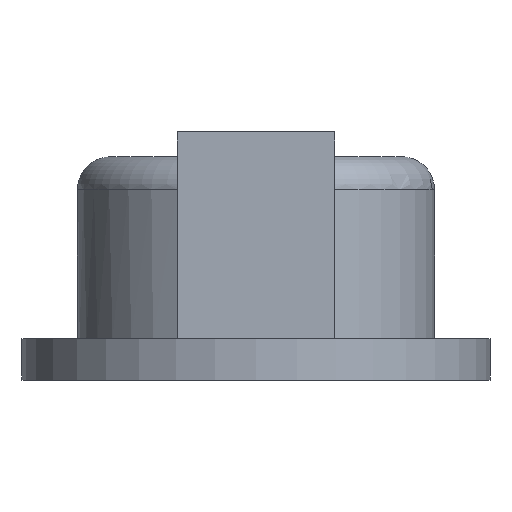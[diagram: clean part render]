
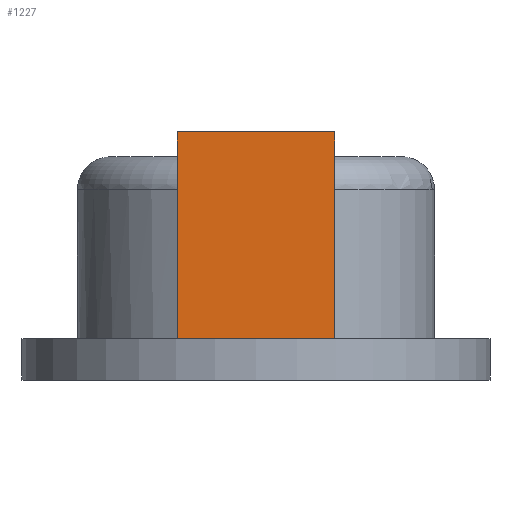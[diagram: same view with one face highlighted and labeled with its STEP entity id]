
A CAD part, front view. The second image highlights one B-rep face of the part: STEP entity #1227.
In plain terms, the highlighted planar face has unit normal (0, -1, 0).
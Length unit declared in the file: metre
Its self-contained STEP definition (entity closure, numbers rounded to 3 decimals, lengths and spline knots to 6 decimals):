
#493=ORIENTED_EDGE('',*,*,#666,.F.);
#494=ORIENTED_EDGE('',*,*,#671,.T.);
#495=ORIENTED_EDGE('',*,*,#667,.T.);
#496=ORIENTED_EDGE('',*,*,#522,.F.);
#522=EDGE_CURVE('',#693,#694,#795,.T.);
#666=EDGE_CURVE('',#776,#693,#850,.T.);
#667=EDGE_CURVE('',#777,#694,#851,.T.);
#671=EDGE_CURVE('',#776,#777,#854,.T.);
#693=VERTEX_POINT('',#1776);
#694=VERTEX_POINT('',#1777);
#776=VERTEX_POINT('',#3630);
#777=VERTEX_POINT('',#3634);
#795=LINE('',#1775,#871);
#850=LINE('',#3631,#926);
#851=LINE('',#3633,#927);
#854=LINE('',#3641,#930);
#871=VECTOR('',#1409,1.);
#926=VECTOR('',#1710,1.);
#927=VECTOR('',#1713,1.);
#930=VECTOR('',#1722,1.);
#1025=EDGE_LOOP('',(#493,#494,#495,#496));
#1121=FACE_BOUND('',#1025,.T.);
#1148=PLANE('',#1375);
#1227=ADVANCED_FACE('',(#1121),#1148,.T.);
#1375=AXIS2_PLACEMENT_3D('',#3640,#1720,#1721);
#1409=DIRECTION('',(-1.,0.,0.));
#1710=DIRECTION('',(0.,0.,-1.));
#1713=DIRECTION('',(0.,0.,-1.));
#1720=DIRECTION('',(0.,-1.,0.));
#1721=DIRECTION('',(0.,0.,-1.));
#1722=DIRECTION('',(-1.,0.,0.));
#1775=CARTESIAN_POINT('',(0.,-0.0582,0.0025));
#1776=CARTESIAN_POINT('',(0.00475,-0.0582,0.0025));
#1777=CARTESIAN_POINT('',(-0.00475,-0.0582,0.0025));
#3630=CARTESIAN_POINT('',(0.00475,-0.0582,0.015));
#3631=CARTESIAN_POINT('',(0.00475,-0.0582,0.263818));
#3633=CARTESIAN_POINT('',(-0.00475,-0.0582,0.263818));
#3634=CARTESIAN_POINT('',(-0.00475,-0.0582,0.015));
#3640=CARTESIAN_POINT('',(0.,-0.0582,0.263818));
#3641=CARTESIAN_POINT('',(0.,-0.0582,0.015));
